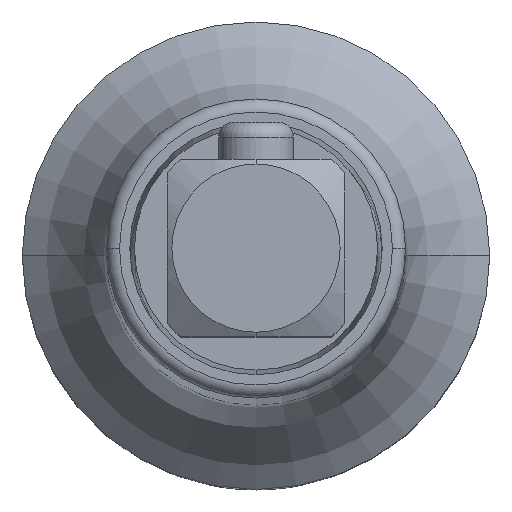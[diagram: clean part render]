
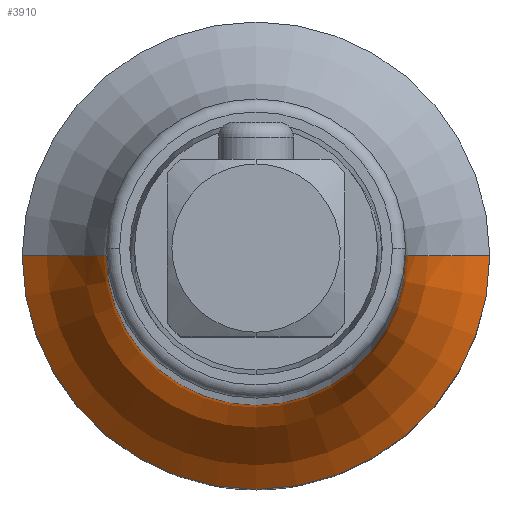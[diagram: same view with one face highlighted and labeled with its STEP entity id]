
A CAD part, top view. The second image highlights one B-rep face of the part: STEP entity #3910.
In plain terms, the highlighted toroidal (fillet/blend) face has major radius 18 mm and minor radius 10 mm.
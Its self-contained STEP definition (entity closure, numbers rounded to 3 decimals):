
#3388=CARTESIAN_POINT('',(0.,0.,17.2));
#3389=DIRECTION('',(0.,0.,1.));
#3390=DIRECTION('',(-1.,0.,0.));
#3391=AXIS2_PLACEMENT_3D('',#3388,#3389,#3390);
#3471=CARTESIAN_POINT('',(18.,0.,
25.552));
#3472=DIRECTION('',(0.,1.,0.));
#3473=DIRECTION('',(-0.55,0.,-0.835));
#3474=AXIS2_PLACEMENT_3D('',#3471,#3472,#3473);
#3479=CARTESIAN_POINT('',(-18.,0.,
25.552));
#3480=DIRECTION('',(0.,-1.,0.));
#3481=DIRECTION('',(0.55,0.,-0.835));
#3482=AXIS2_PLACEMENT_3D('',#3479,#3480,#3481);
#3495=CARTESIAN_POINT('',(0.,0.,25.552));
#3496=DIRECTION('',(0.,0.,1.));
#3497=DIRECTION('',(-1.,0.,0.));
#3498=AXIS2_PLACEMENT_3D('',#3495,#3496,#3497);
#3627=CARTESIAN_POINT('',(-12.5,0.,17.2));
#3628=CARTESIAN_POINT('',(12.5,0.,17.2));
#3629=VERTEX_POINT('',#3627);
#3630=VERTEX_POINT('',#3628);
#3631=CARTESIAN_POINT('',(-8.,0.,25.552));
#3632=CARTESIAN_POINT('',(8.,0.,25.552));
#3633=VERTEX_POINT('',#3631);
#3634=VERTEX_POINT('',#3632);
#3898=CARTESIAN_POINT('',(0.,0.,25.552));
#3899=DIRECTION('',(0.,0.,1.));
#3900=DIRECTION('',(-1.,0.,0.));
#3901=AXIS2_PLACEMENT_3D('',#3898,#3899,#3900);
#3902=TOROIDAL_SURFACE('',#3901,18.,10.);
#3903=ORIENTED_EDGE('',*,*,#3832,.F.);
#3904=ORIENTED_EDGE('',*,*,#3893,.T.);
#3906=ORIENTED_EDGE('',*,*,#3905,.T.);
#3907=ORIENTED_EDGE('',*,*,#3889,.F.);
#3908=EDGE_LOOP('',(#3903,#3904,#3906,#3907));
#3909=FACE_OUTER_BOUND('',#3908,.F.);
#3910=ADVANCED_FACE('',(#3909),#3902,.F.);
#3392=CIRCLE('',#3391,12.5);
#3475=CIRCLE('',#3474,10.);
#3483=CIRCLE('',#3482,10.);
#3499=CIRCLE('',#3498,8.);
#3832=EDGE_CURVE('',#3629,#3630,#3392,.T.);
#3889=EDGE_CURVE('',#3630,#3634,#3475,.T.);
#3893=EDGE_CURVE('',#3629,#3633,#3483,.T.);
#3905=EDGE_CURVE('',#3633,#3634,#3499,.T.);
